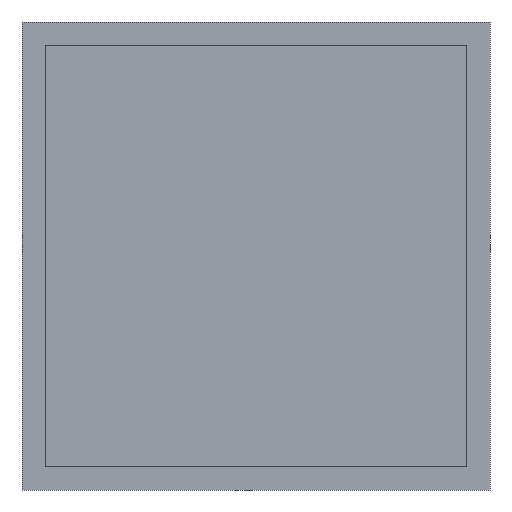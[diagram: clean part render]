
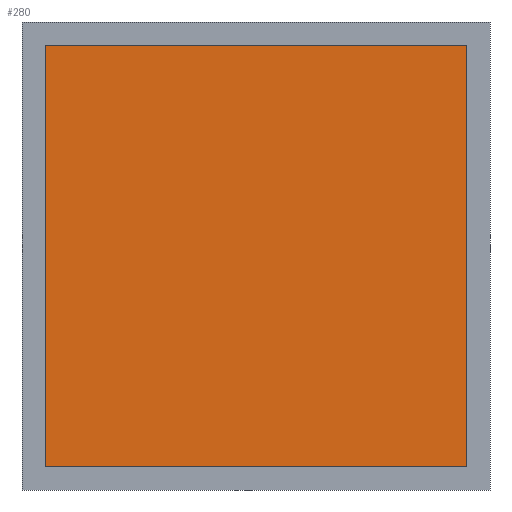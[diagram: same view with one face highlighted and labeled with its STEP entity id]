
A CAD part, front view. The second image highlights one B-rep face of the part: STEP entity #280.
In plain terms, the highlighted planar face has unit normal (0, -1, 0).
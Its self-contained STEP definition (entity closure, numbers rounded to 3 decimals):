
#26=FACE_OUTER_BOUND('',#42,.T.);
#42=EDGE_LOOP('',(#219,#220,#221,#222));
#65=LINE('',#420,#101);
#68=LINE('',#426,#104);
#71=LINE('',#432,#107);
#74=LINE('',#436,#110);
#101=VECTOR('',#345,10.);
#104=VECTOR('',#350,10.);
#107=VECTOR('',#355,10.);
#110=VECTOR('',#360,10.);
#133=VERTEX_POINT('',#417);
#134=VERTEX_POINT('',#419);
#136=VERTEX_POINT('',#425);
#138=VERTEX_POINT('',#431);
#161=EDGE_CURVE('',#134,#133,#65,.T.);
#164=EDGE_CURVE('',#136,#134,#68,.T.);
#167=EDGE_CURVE('',#138,#136,#71,.T.);
#170=EDGE_CURVE('',#133,#138,#74,.T.);
#219=ORIENTED_EDGE('',*,*,#170,.T.);
#220=ORIENTED_EDGE('',*,*,#167,.T.);
#221=ORIENTED_EDGE('',*,*,#164,.T.);
#222=ORIENTED_EDGE('',*,*,#161,.T.);
#264=PLANE('',#310);
#280=ADVANCED_FACE('',(#26),#264,.T.);
#310=AXIS2_PLACEMENT_3D('',#437,#361,#362);
#345=DIRECTION('',(0.,0.,-1.));
#350=DIRECTION('',(-1.,0.,0.));
#355=DIRECTION('',(0.,0.,1.));
#360=DIRECTION('',(1.,0.,0.));
#361=DIRECTION('center_axis',(0.,-1.,0.));
#362=DIRECTION('ref_axis',(0.,0.,-1.));
#417=CARTESIAN_POINT('',(-9.,-6.,-9.));
#419=CARTESIAN_POINT('',(-9.,-6.,9.));
#420=CARTESIAN_POINT('',(-9.,-6.,9.));
#425=CARTESIAN_POINT('',(9.,-6.,9.));
#426=CARTESIAN_POINT('',(9.,-6.,9.));
#431=CARTESIAN_POINT('',(9.,-6.,-9.));
#432=CARTESIAN_POINT('',(9.,-6.,-9.));
#436=CARTESIAN_POINT('',(-9.,-6.,-9.));
#437=CARTESIAN_POINT('Origin',(0.,-6.,0.));
